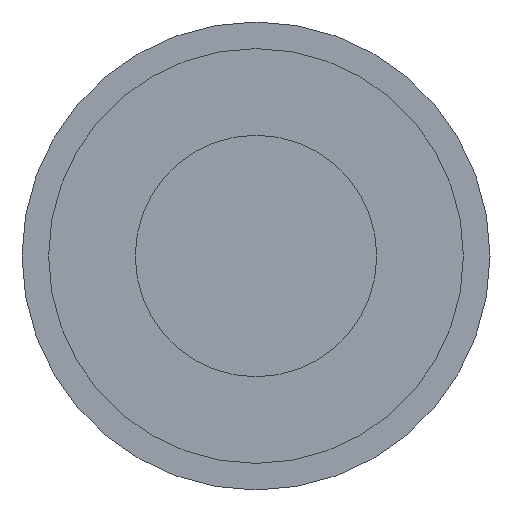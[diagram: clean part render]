
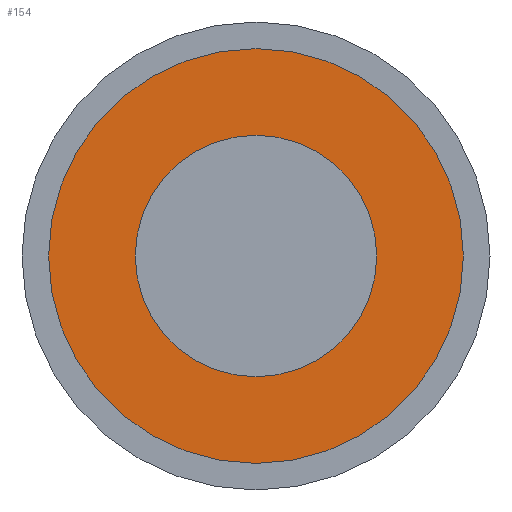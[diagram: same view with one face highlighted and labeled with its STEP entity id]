
A CAD part, front view. The second image highlights one B-rep face of the part: STEP entity #154.
In plain terms, the highlighted planar face has unit normal (0, -1, 0).
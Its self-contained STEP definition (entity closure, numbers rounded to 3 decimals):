
#22=PLANE('',#172);
#33=ORIENTED_EDGE('',*,*,#43,.T.);
#34=ORIENTED_EDGE('',*,*,#38,.F.);
#38=EDGE_CURVE('',#45,#45,#52,.T.);
#43=EDGE_CURVE('',#50,#50,#57,.T.);
#45=VERTEX_POINT('',#212);
#50=VERTEX_POINT('',#227);
#52=CIRCLE('',#163,8.331);
#57=CIRCLE('',#173,4.85);
#68=EDGE_LOOP('',(#33));
#69=EDGE_LOOP('',(#34));
#82=FACE_BOUND('',#68,.T.);
#83=FACE_BOUND('',#69,.T.);
#154=ADVANCED_FACE('',(#82,#83),#22,.F.);
#163=AXIS2_PLACEMENT_3D('',#211,#181,#182);
#172=AXIS2_PLACEMENT_3D('',#225,#199,#200);
#173=AXIS2_PLACEMENT_3D('',#226,#201,#202);
#181=DIRECTION('',(0.,1.,0.));
#182=DIRECTION('',(0.,0.,1.));
#199=DIRECTION('',(0.,1.,0.));
#200=DIRECTION('',(0.,0.,1.));
#201=DIRECTION('',(0.,1.,0.));
#202=DIRECTION('',(1.,0.,0.));
#211=CARTESIAN_POINT('',(0.,-11.,0.));
#212=CARTESIAN_POINT('',(0.,-11.,8.331));
#225=CARTESIAN_POINT('',(0.,-11.,0.));
#226=CARTESIAN_POINT('',(0.,-11.,0.));
#227=CARTESIAN_POINT('',(4.85,-11.,0.));
